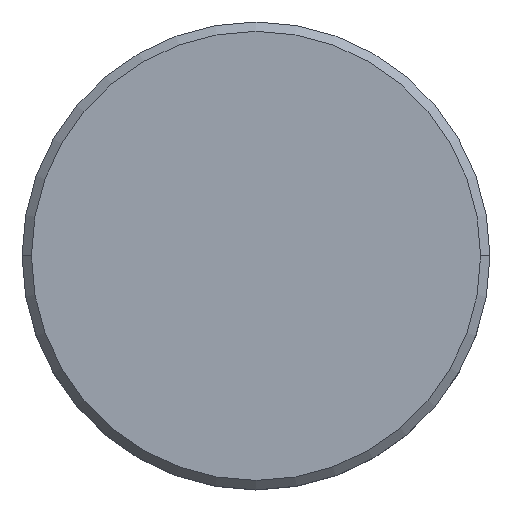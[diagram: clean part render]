
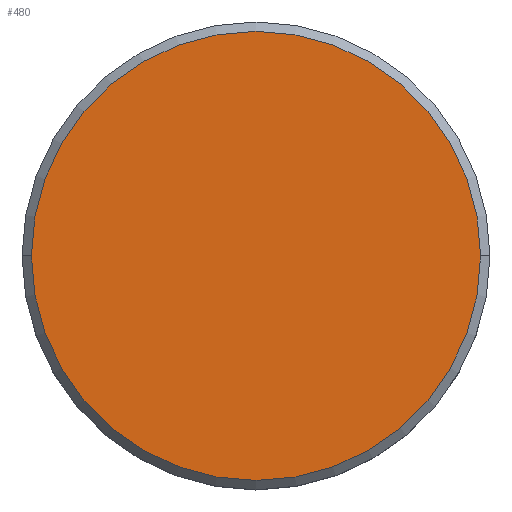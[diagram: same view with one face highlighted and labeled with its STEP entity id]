
A CAD part, top view. The second image highlights one B-rep face of the part: STEP entity #480.
In plain terms, the highlighted planar face has unit normal (0, 0, 1).
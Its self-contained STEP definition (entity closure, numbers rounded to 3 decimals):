
#75 = CARTESIAN_POINT ( 'NONE',  ( 12., 0., 0. ) ) ;
#130 = PLANE ( 'NONE',  #269 ) ;
#140 = DIRECTION ( 'NONE',  ( 0., 0., 1. ) ) ;
#269 = AXIS2_PLACEMENT_3D ( 'NONE', #982, #1157, #324 ) ;
#313 = EDGE_CURVE ( 'NONE', #847, #807, #948, .T. ) ;
#324 = DIRECTION ( 'NONE',  ( 1., 0., 0. ) ) ;
#358 = ORIENTED_EDGE ( 'NONE', *, *, #721, .T. ) ;
#411 = DIRECTION ( 'NONE',  ( 0., 0., 1. ) ) ;
#480 = ADVANCED_FACE ( 'NONE', ( #611 ), #130, .T. ) ;
#506 = ORIENTED_EDGE ( 'NONE', *, *, #313, .T. ) ;
#508 = EDGE_LOOP ( 'NONE', ( #358, #506 ) ) ;
#579 = CIRCLE ( 'NONE', #672, 12. ) ;
#595 = DIRECTION ( 'NONE',  ( 1., 0., 0. ) ) ;
#611 = FACE_OUTER_BOUND ( 'NONE', #508, .T. ) ;
#672 = AXIS2_PLACEMENT_3D ( 'NONE', #767, #411, #595 ) ;
#721 = EDGE_CURVE ( 'NONE', #807, #847, #579, .T. ) ;
#767 = CARTESIAN_POINT ( 'NONE',  ( 0., 0., 0. ) ) ;
#807 = VERTEX_POINT ( 'NONE', #869 ) ;
#847 = VERTEX_POINT ( 'NONE', #75 ) ;
#869 = CARTESIAN_POINT ( 'NONE',  ( -12., 0., 0. ) ) ;
#948 = CIRCLE ( 'NONE', #1039, 12. ) ;
#975 = CARTESIAN_POINT ( 'NONE',  ( 0., 0., 0. ) ) ;
#982 = CARTESIAN_POINT ( 'NONE',  ( 0., 0., 0. ) ) ;
#1039 = AXIS2_PLACEMENT_3D ( 'NONE', #975, #140, #1160 ) ;
#1157 = DIRECTION ( 'NONE',  ( 0., 0., 1. ) ) ;
#1160 = DIRECTION ( 'NONE',  ( 1., 0., 0. ) ) ;
